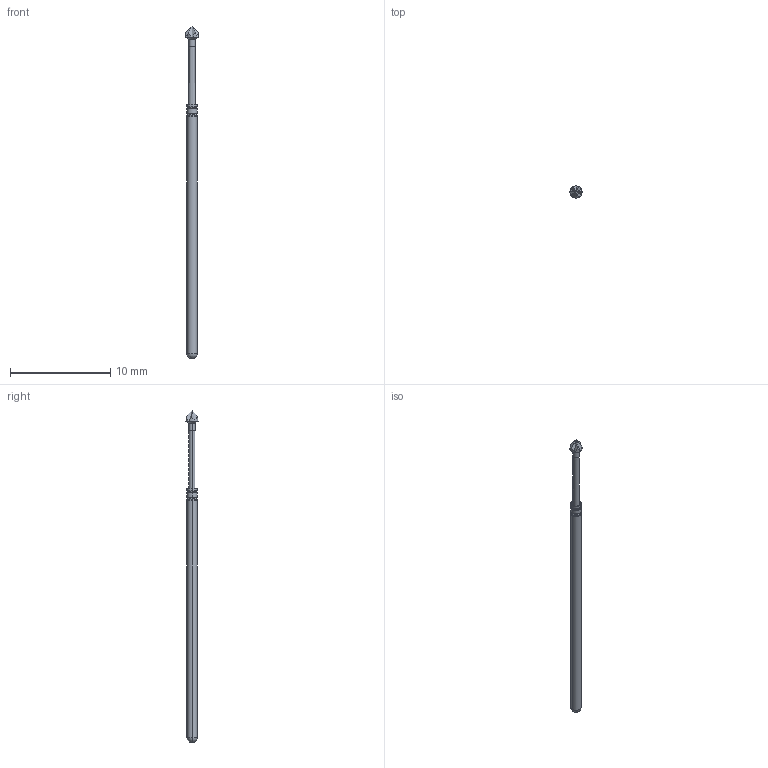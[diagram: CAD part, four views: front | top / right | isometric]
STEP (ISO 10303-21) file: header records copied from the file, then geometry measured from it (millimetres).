
FILE_DESCRIPTION (( 'STEP AP214' ), '1' );
FILE_NAME ('MOD-1112258-F07507S120L200H.STEP', '2024-04-10T07:13:06', ( 'FEINMETALL GmbH ' ), ( 'FEINMETALL GmbH ' ), 'SwSTEP 2.0', 'SolidWorks 2020', '' );
FILE_SCHEMA (( 'AUTOMOTIVE_DESIGN' ));
Length unit declared in the file: millimetre
Products named in the file (1): MOD-1112258-F07507S120L200H
Bounding box: 1.2 x 1.2 x 33.1 mm (x, y, z)
Volume: 23.3 mm3; surface area: 101.1 mm2
Topology: 1 solids, 1 shells, 54 faces, 113 edges, 63 vertices
Faces by surface type: cylinder 19, plane 15, torus 14, cone 6
Entity records: 2048 total; most frequent: CARTESIAN_POINT 303, DIRECTION 257, ORIENTED_EDGE 226, AXIS2_PLACEMENT_3D 113, EDGE_CURVE 113, VERTEX_POINT 63, CIRCLE 58, UNCERTAINTY_MEASURE_WITH_UNIT 56
